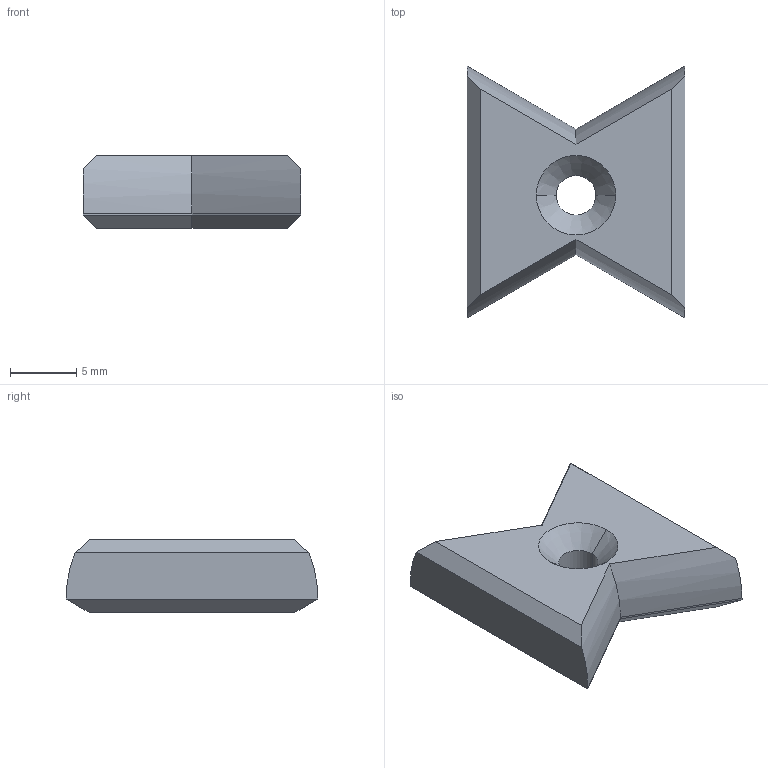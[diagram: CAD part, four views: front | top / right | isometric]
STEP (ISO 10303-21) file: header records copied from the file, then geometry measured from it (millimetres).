
FILE_DESCRIPTION (( 'STEP AP203' ), '1' );
FILE_NAME ('20mm bowtie.STEP', '2026-01-30T03:21:49', ( '' ), ( '' ), 'SwSTEP 2.0', 'SolidWorks 2024', '' );
FILE_SCHEMA (( 'CONFIG_CONTROL_DESIGN' ));
Length unit declared in the file: millimetre
Products named in the file (1): 20mm bowtie
Bounding box: 16.45 x 19 x 5.5 mm (x, y, z)
Volume: 1129.8 mm3; surface area: 811.4 mm2
Topology: 1 solids, 1 shells, 24 faces, 56 edges, 34 vertices
Faces by surface type: plane 16, cylinder 6, cone 2
Entity records: 747 total; most frequent: CARTESIAN_POINT 145, ORIENTED_EDGE 112, DIRECTION 102, EDGE_CURVE 56, LINE 40, VECTOR 40, VERTEX_POINT 34, AXIS2_PLACEMENT_3D 31
